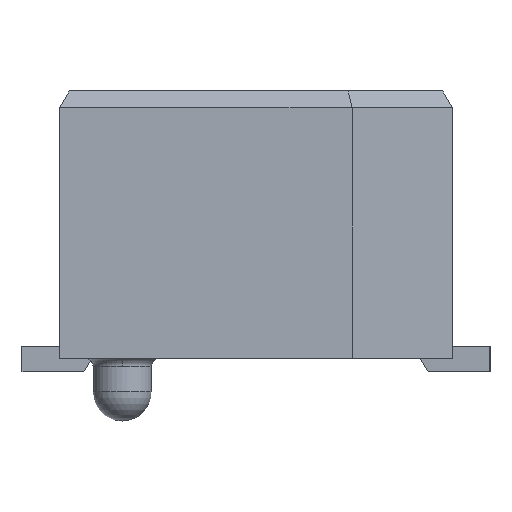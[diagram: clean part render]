
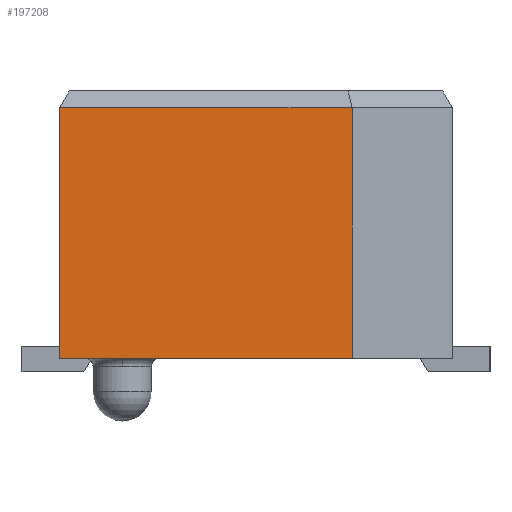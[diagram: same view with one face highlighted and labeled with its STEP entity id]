
A CAD part, left-side view. The second image highlights one B-rep face of the part: STEP entity #197208.
In plain terms, the highlighted planar face has unit normal (-1, 0, 0).
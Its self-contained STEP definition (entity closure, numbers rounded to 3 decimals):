
#97024 = PLANE('',#97025);
#97025 = AXIS2_PLACEMENT_3D('',#97026,#97027,#97028);
#97026 = CARTESIAN_POINT('',(-17.503,-2.985,0.208));
#97027 = DIRECTION('',(0.,0.,1.));
#97028 = DIRECTION('',(-1.,0.,0.));
#97108 = PLANE('',#97109);
#97109 = AXIS2_PLACEMENT_3D('',#97110,#97111,#97112);
#97110 = CARTESIAN_POINT('',(-17.503,-1.461,0.208));
#97111 = DIRECTION('',(0.707,0.707,
    0.));
#97112 = DIRECTION('',(-0.707,0.707,
    0.));
#110704 = VERTEX_POINT('',#110705);
#110705 = CARTESIAN_POINT('',(-17.503,-1.461,0.208));
#110726 = EDGE_CURVE('',#110704,#110727,#110729,.T.);
#110727 = VERTEX_POINT('',#110728);
#110728 = CARTESIAN_POINT('',(-17.503,2.985,0.208));
#110729 = SURFACE_CURVE('',#110730,(#110734,#110741),.PCURVE_S1.);
#110730 = LINE('',#110731,#110732);
#110731 = CARTESIAN_POINT('',(-17.503,-2.985,0.208));
#110732 = VECTOR('',#110733,1.);
#110733 = DIRECTION('',(0.,1.,0.));
#110734 = PCURVE('',#97024,#110735);
#110735 = DEFINITIONAL_REPRESENTATION('',(#110736),#110740);
#110736 = LINE('',#110737,#110738);
#110737 = CARTESIAN_POINT('',(0.,0.));
#110738 = VECTOR('',#110739,1.);
#110739 = DIRECTION('',(0.,-1.));
#110740 = ( GEOMETRIC_REPRESENTATION_CONTEXT(2) 
PARAMETRIC_REPRESENTATION_CONTEXT() REPRESENTATION_CONTEXT('2D SPACE',''
  ) );
#110741 = PCURVE('',#110742,#110747);
#110742 = PLANE('',#110743);
#110743 = AXIS2_PLACEMENT_3D('',#110744,#110745,#110746);
#110744 = CARTESIAN_POINT('',(-17.503,-2.985,0.208));
#110745 = DIRECTION('',(-1.,0.,0.));
#110746 = DIRECTION('',(0.,-1.,0.));
#110747 = DEFINITIONAL_REPRESENTATION('',(#110748),#110752);
#110748 = LINE('',#110749,#110750);
#110749 = CARTESIAN_POINT('',(0.,0.));
#110750 = VECTOR('',#110751,1.);
#110751 = DIRECTION('',(-1.,0.));
#110752 = ( GEOMETRIC_REPRESENTATION_CONTEXT(2) 
PARAMETRIC_REPRESENTATION_CONTEXT() REPRESENTATION_CONTEXT('2D SPACE',''
  ) );
#110770 = PLANE('',#110771);
#110771 = AXIS2_PLACEMENT_3D('',#110772,#110773,#110774);
#110772 = CARTESIAN_POINT('',(-17.503,2.985,4.272));
#110773 = DIRECTION('',(0.,-1.,0.));
#110774 = DIRECTION('',(1.,0.,0.));
#139372 = VERTEX_POINT('',#139373);
#139373 = CARTESIAN_POINT('',(-17.503,-1.461,4.018));
#139394 = EDGE_CURVE('',#110704,#139372,#139395,.T.);
#139395 = SURFACE_CURVE('',#139396,(#139400,#139407),.PCURVE_S1.);
#139396 = LINE('',#139397,#139398);
#139397 = CARTESIAN_POINT('',(-17.503,-1.461,0.208));
#139398 = VECTOR('',#139399,1.);
#139399 = DIRECTION('',(0.,0.,1.));
#139400 = PCURVE('',#97108,#139401);
#139401 = DEFINITIONAL_REPRESENTATION('',(#139402),#139406);
#139402 = LINE('',#139403,#139404);
#139403 = CARTESIAN_POINT('',(0.,0.));
#139404 = VECTOR('',#139405,1.);
#139405 = DIRECTION('',(0.,1.));
#139406 = ( GEOMETRIC_REPRESENTATION_CONTEXT(2) 
PARAMETRIC_REPRESENTATION_CONTEXT() REPRESENTATION_CONTEXT('2D SPACE',''
  ) );
#139407 = PCURVE('',#110742,#139408);
#139408 = DEFINITIONAL_REPRESENTATION('',(#139409),#139413);
#139409 = LINE('',#139410,#139411);
#139410 = CARTESIAN_POINT('',(-1.524,0.));
#139411 = VECTOR('',#139412,1.);
#139412 = DIRECTION('',(0.,1.));
#139413 = ( GEOMETRIC_REPRESENTATION_CONTEXT(2) 
PARAMETRIC_REPRESENTATION_CONTEXT() REPRESENTATION_CONTEXT('2D SPACE',''
  ) );
#192933 = EDGE_CURVE('',#110727,#192934,#192936,.T.);
#192934 = VERTEX_POINT('',#192935);
#192935 = CARTESIAN_POINT('',(-17.503,2.985,4.018));
#192936 = SURFACE_CURVE('',#192937,(#192941,#192948),.PCURVE_S1.);
#192937 = LINE('',#192938,#192939);
#192938 = CARTESIAN_POINT('',(-17.503,2.985,0.208));
#192939 = VECTOR('',#192940,1.);
#192940 = DIRECTION('',(0.,0.,1.));
#192941 = PCURVE('',#110770,#192942);
#192942 = DEFINITIONAL_REPRESENTATION('',(#192943),#192947);
#192943 = LINE('',#192944,#192945);
#192944 = CARTESIAN_POINT('',(0.,-4.064));
#192945 = VECTOR('',#192946,1.);
#192946 = DIRECTION('',(0.,1.));
#192947 = ( GEOMETRIC_REPRESENTATION_CONTEXT(2) 
PARAMETRIC_REPRESENTATION_CONTEXT() REPRESENTATION_CONTEXT('2D SPACE',''
  ) );
#192948 = PCURVE('',#110742,#192949);
#192949 = DEFINITIONAL_REPRESENTATION('',(#192950),#192954);
#192950 = LINE('',#192951,#192952);
#192951 = CARTESIAN_POINT('',(-5.969,0.));
#192952 = VECTOR('',#192953,1.);
#192953 = DIRECTION('',(0.,1.));
#192954 = ( GEOMETRIC_REPRESENTATION_CONTEXT(2) 
PARAMETRIC_REPRESENTATION_CONTEXT() REPRESENTATION_CONTEXT('2D SPACE',''
  ) );
#197208 = ADVANCED_FACE('',(#197209),#110742,.T.);
#197209 = FACE_BOUND('',#197210,.T.);
#197210 = EDGE_LOOP('',(#197211,#197212,#197238,#197239));
#197211 = ORIENTED_EDGE('',*,*,#139394,.T.);
#197212 = ORIENTED_EDGE('',*,*,#197213,.T.);
#197213 = EDGE_CURVE('',#139372,#192934,#197214,.T.);
#197214 = SURFACE_CURVE('',#197215,(#197219,#197226),.PCURVE_S1.);
#197215 = LINE('',#197216,#197217);
#197216 = CARTESIAN_POINT('',(-17.503,2.985,4.018));
#197217 = VECTOR('',#197218,1.);
#197218 = DIRECTION('',(0.,1.,0.));
#197219 = PCURVE('',#110742,#197220);
#197220 = DEFINITIONAL_REPRESENTATION('',(#197221),#197225);
#197221 = LINE('',#197222,#197223);
#197222 = CARTESIAN_POINT('',(-5.969,3.81));
#197223 = VECTOR('',#197224,1.);
#197224 = DIRECTION('',(-1.,0.));
#197225 = ( GEOMETRIC_REPRESENTATION_CONTEXT(2) 
PARAMETRIC_REPRESENTATION_CONTEXT() REPRESENTATION_CONTEXT('2D SPACE',''
  ) );
#197226 = PCURVE('',#197227,#197232);
#197227 = PLANE('',#197228);
#197228 = AXIS2_PLACEMENT_3D('',#197229,#197230,#197231);
#197229 = CARTESIAN_POINT('',(-17.503,-2.985,4.018));
#197230 = DIRECTION('',(-0.866,0.,0.5));
#197231 = DIRECTION('',(-0.5,0.,-0.866));
#197232 = DEFINITIONAL_REPRESENTATION('',(#197233),#197237);
#197233 = LINE('',#197234,#197235);
#197234 = CARTESIAN_POINT('',(0.,-5.969));
#197235 = VECTOR('',#197236,1.);
#197236 = DIRECTION('',(0.,-1.));
#197237 = ( GEOMETRIC_REPRESENTATION_CONTEXT(2) 
PARAMETRIC_REPRESENTATION_CONTEXT() REPRESENTATION_CONTEXT('2D SPACE',''
  ) );
#197238 = ORIENTED_EDGE('',*,*,#192933,.F.);
#197239 = ORIENTED_EDGE('',*,*,#110726,.F.);
